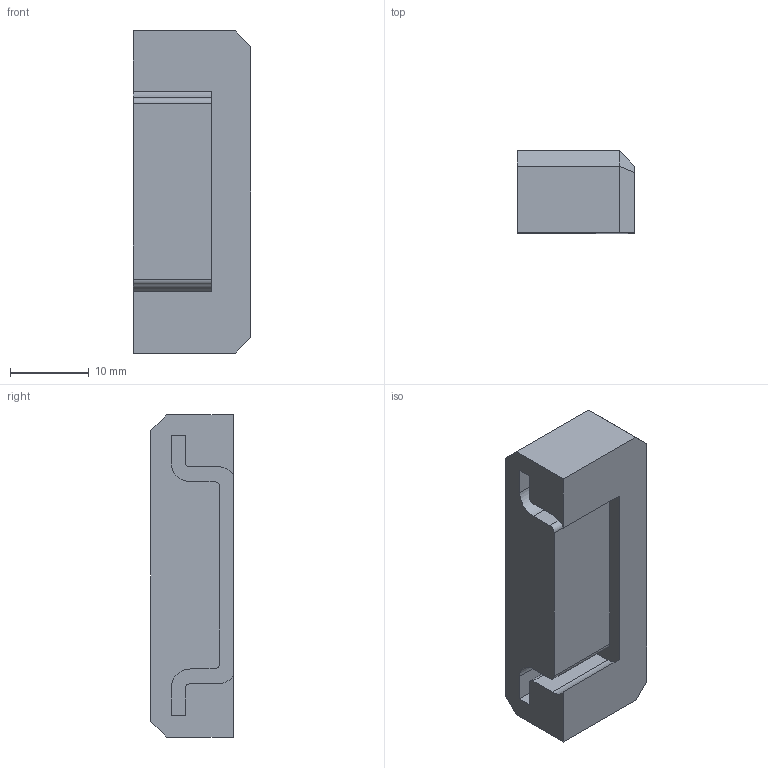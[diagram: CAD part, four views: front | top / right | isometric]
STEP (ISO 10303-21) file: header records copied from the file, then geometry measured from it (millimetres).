
FILE_DESCRIPTION((''),'2;1');
FILE_NAME('DIN_RAIL-END','2022-03-14T16:46:30',('Dinu'),(''),'CREO PARAMETRIC BY PTC INC, 2021164','CREO PARAMETRIC BY PTC INC, 2021164','');
FILE_SCHEMA(('CONFIG_CONTROL_DESIGN'));
Length unit declared in the file: millimetre
Products named in the file (1): DIN_RAIL-END
Bounding box: 15 x 10.5 x 41 mm (x, y, z)
Volume: 5467.7 mm3; surface area: 2724.7 mm2
Topology: 1 solids, 1 shells, 33 faces, 89 edges, 58 vertices
Faces by surface type: plane 25, cylinder 8
Entity records: 1065 total; most frequent: CARTESIAN_POINT 180, ORIENTED_EDGE 178, DIRECTION 171, EDGE_CURVE 89, VECTOR 73, LINE 73, VERTEX_POINT 58, AXIS2_PLACEMENT_3D 49
